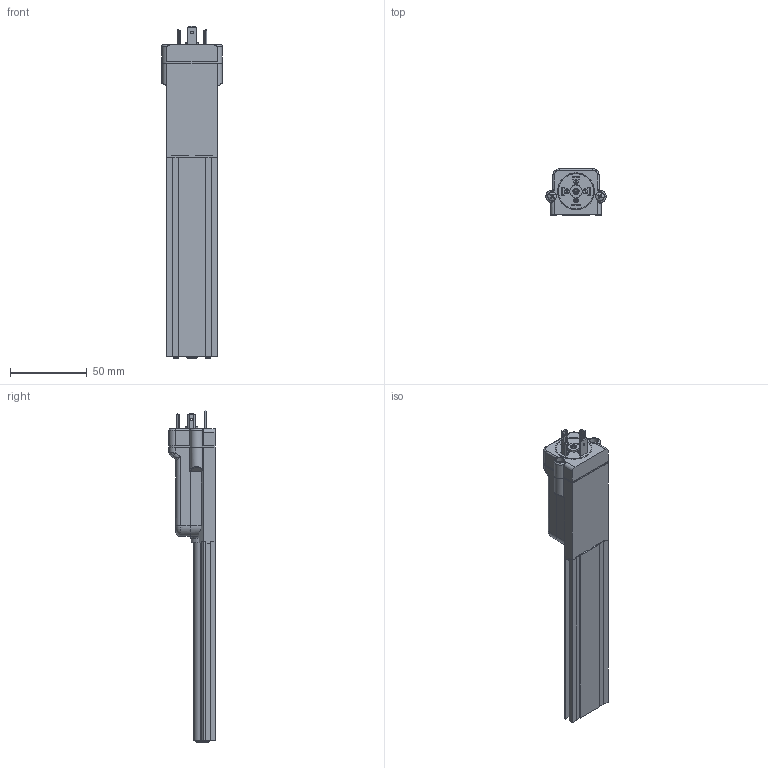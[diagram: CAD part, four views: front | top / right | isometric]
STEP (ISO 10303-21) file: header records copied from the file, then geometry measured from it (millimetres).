
FILE_DESCRIPTION (( 'STEP AP203' ), '1' );
FILE_NAME ('WPG-A-M-0050-N.step', '2021-07-07T10:17:09', ( '' ), ( '' ), 'SwSTEP 2.0', 'SolidWorks 2021', '' );
FILE_SCHEMA (( 'CONFIG_CONTROL_DESIGN' ));
Length unit declared in the file: millimetre
Products named in the file (1): WPG-A-M-0050-N
Bounding box: 39.2 x 30 x 216 mm (x, y, z)
Volume: 90264.3 mm3; surface area: 34665.3 mm2
Topology: 15 solids, 15 shells, 775 faces, 1860 edges, 1139 vertices
Faces by surface type: plane 373, cylinder 203, cone 140, bspline 45, torus 10, sphere 4
Entity records: 24573 total; most frequent: CARTESIAN_POINT 6527, DIRECTION 3746, ORIENTED_EDGE 3708, EDGE_CURVE 1854, AXIS2_PLACEMENT_3D 1271, LINE 1204, VECTOR 1204, VERTEX_POINT 1139
